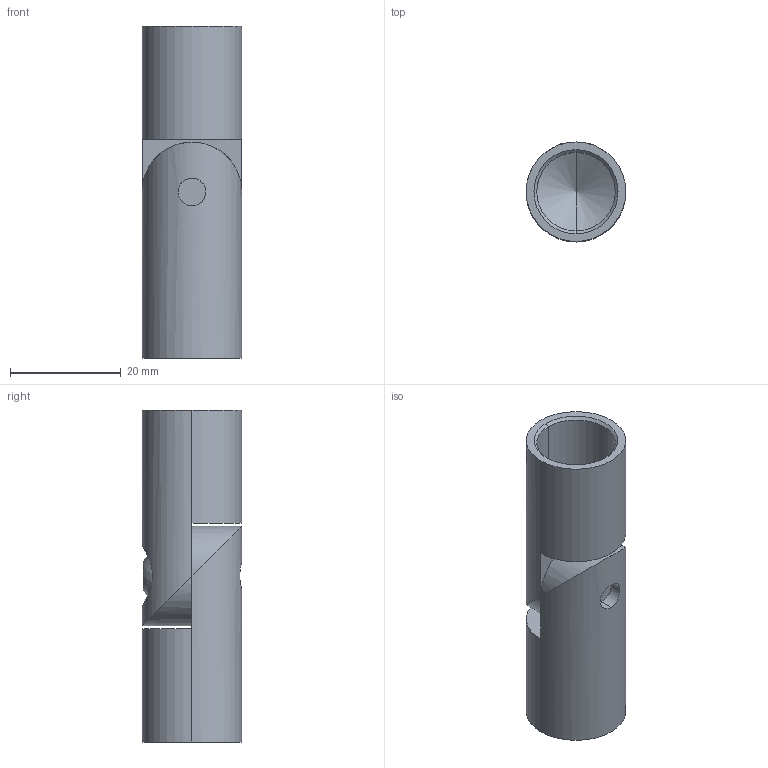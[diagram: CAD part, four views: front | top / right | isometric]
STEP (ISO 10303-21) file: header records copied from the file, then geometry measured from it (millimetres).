
FILE_DESCRIPTION (( 'STEP AP203' ), '1' );
FILE_NAME ('50431-240.step', '2020-10-01T06:23:35', ( '' ), ( '' ), 'SwSTEP 2.0', 'SolidWorks 2018', '' );
FILE_SCHEMA (( 'CONFIG_CONTROL_DESIGN' ));
Length unit declared in the file: millimetre
Products named in the file (8): 504XX-240 Teil1_50431-240 Teil1; 50431-240; DIN 7380_DIN 7380 M6x12; 504XX-240 Teil1; DIN 7380; 504XX-240 Teil2_50431-240 Teil2; 504XX-240 Teil2
Assembly tree (4 placements, depth 2):
  50431-240
    DIN 7380
  504XX-240 Teil1
  504XX-240 Teil2
  50431-240
    504XX-240 Teil1_50431-240 Teil1
    504XX-240 Teil2_50431-240 Teil2
    DIN 7380_DIN 7380 M6x12
Bounding box: 18 x 18 x 60 mm (x, y, z)
Volume: 9124.6 mm3; surface area: 7014.7 mm2
Topology: 3 solids, 3 shells, 287 faces, 733 edges, 477 vertices
Faces by surface type: plane 122, bspline 94, cylinder 46, cone 21, torus 2, sphere 2
Entity records: 13400 total; most frequent: CARTESIAN_POINT 6321, ORIENTED_EDGE 1452, DIRECTION 1064, EDGE_CURVE 726, VERTEX_POINT 475, AXIS2_PLACEMENT_3D 358, LINE 348, VECTOR 348
